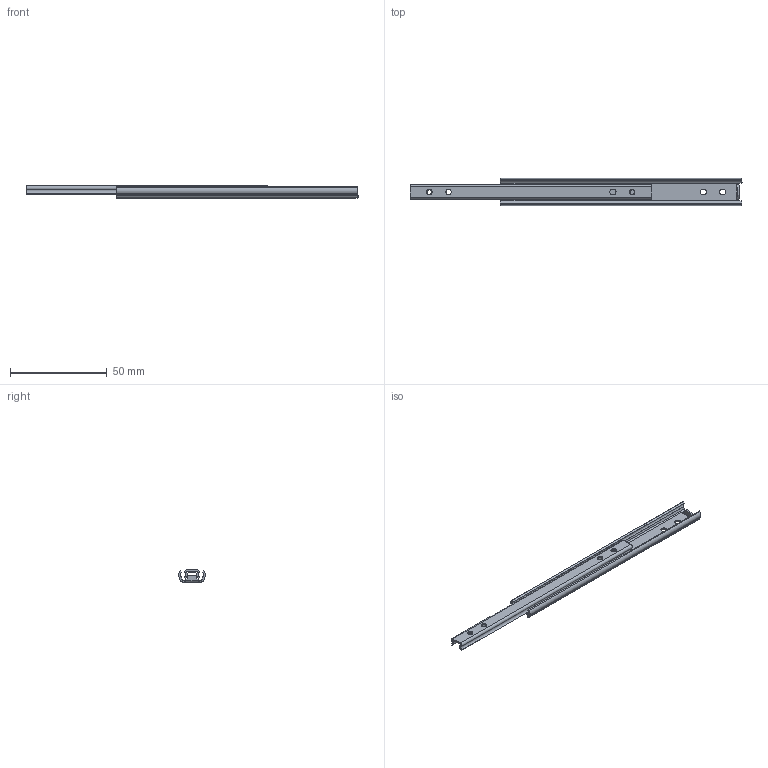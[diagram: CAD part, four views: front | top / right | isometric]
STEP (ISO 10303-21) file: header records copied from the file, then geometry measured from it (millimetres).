
FILE_DESCRIPTION (( 'STEP AP203' ), '1' );
FILE_NAME ('U1420-125.STEP', '2020-06-02T00:43:22', ( '' ), ( '' ), 'SwSTEP 2.0', 'SolidWorks 2019', '' );
FILE_SCHEMA (( 'CONFIG_CONTROL_DESIGN' ));
Length unit declared in the file: millimetre
Products named in the file (3): U1420-125 IM; U1420-125; U1420-125 OM
Assembly tree (2 placements, depth 2):
  U1420-125
    U1420-125 OM
    U1420-125 IM
Bounding box: 171.8 x 14 x 6.4 mm (x, y, z)
Volume: 4040.8 mm3; surface area: 9426.4 mm2
Topology: 2 solids, 2 shells, 157 faces, 441 edges, 290 vertices
Faces by surface type: cylinder 85, plane 56, torus 10, bspline 6
Entity records: 7306 total; most frequent: CARTESIAN_POINT 3043, ORIENTED_EDGE 882, DIRECTION 793, EDGE_CURVE 441, VERTEX_POINT 290, AXIS2_PLACEMENT_3D 288, LINE 217, VECTOR 217
